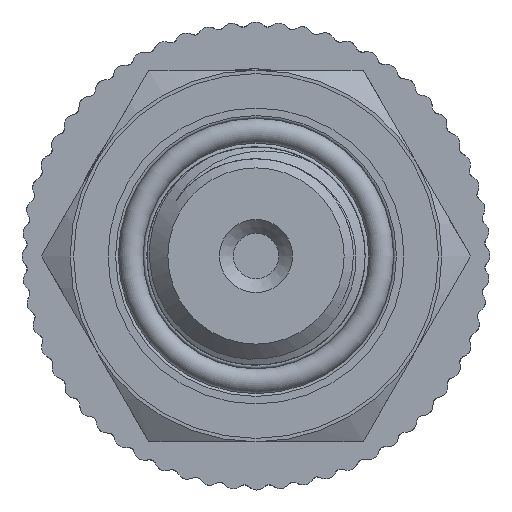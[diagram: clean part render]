
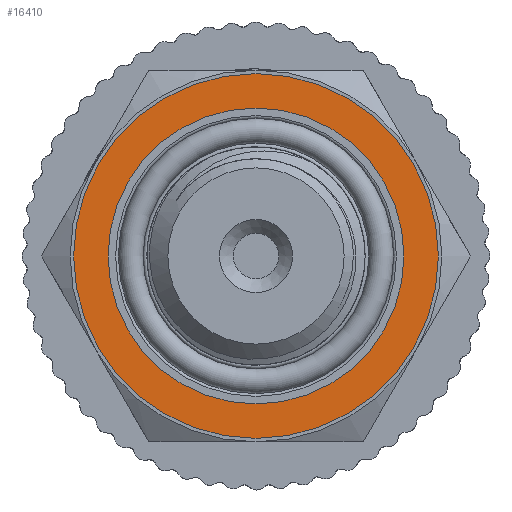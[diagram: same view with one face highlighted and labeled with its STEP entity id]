
A CAD part, left-side view. The second image highlights one B-rep face of the part: STEP entity #16410.
In plain terms, the highlighted planar face has unit normal (-1, 0, 0).
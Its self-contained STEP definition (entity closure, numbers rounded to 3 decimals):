
#716=PLANE('',#17257);
#976=FACE_BOUND('',#2310,.T.);
#1350=FACE_OUTER_BOUND('',#2309,.T.);
#2309=EDGE_LOOP('',(#12580));
#2310=EDGE_LOOP('',(#12581));
#2973=CIRCLE('',#17197,13.25);
#3008=CIRCLE('',#17256,10.75);
#6986=VERTEX_POINT('',#28516);
#7020=VERTEX_POINT('',#30872);
#9007=EDGE_CURVE('',#6986,#6986,#2973,.T.);
#9066=EDGE_CURVE('',#7020,#7020,#3008,.T.);
#12580=ORIENTED_EDGE('',*,*,#9007,.T.);
#12581=ORIENTED_EDGE('',*,*,#9066,.T.);
#16410=ADVANCED_FACE('',(#1350,#976),#716,.T.);
#17197=AXIS2_PLACEMENT_3D('',#28517,#18409,#18410);
#17256=AXIS2_PLACEMENT_3D('',#30873,#18537,#18538);
#17257=AXIS2_PLACEMENT_3D('',#30875,#18540,#18541);
#18409=DIRECTION('center_axis',(-1.,0.,0.));
#18410=DIRECTION('ref_axis',(0.,1.,0.));
#18537=DIRECTION('center_axis',(1.,0.,0.));
#18538=DIRECTION('ref_axis',(0.,0.,-1.));
#18540=DIRECTION('center_axis',(-1.,0.,0.));
#18541=DIRECTION('ref_axis',(0.,0.,1.));
#28516=CARTESIAN_POINT('',(-48.,-13.25,0.));
#28517=CARTESIAN_POINT('Origin',(-48.,0.,0.));
#30872=CARTESIAN_POINT('',(-48.,-10.75,0.));
#30873=CARTESIAN_POINT('Origin',(-48.,0.,0.));
#30875=CARTESIAN_POINT('Origin',(-48.,13.5,0.));
